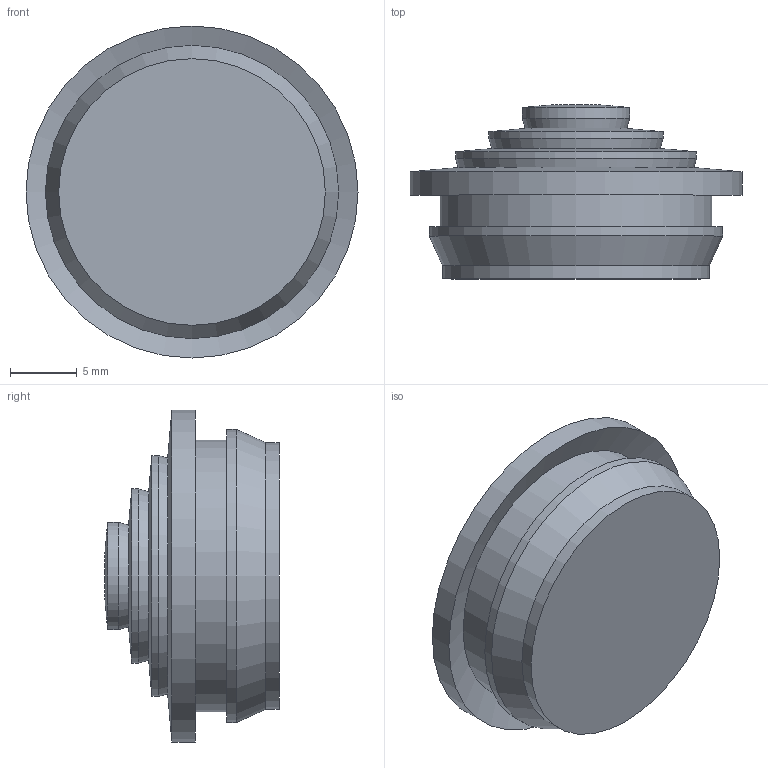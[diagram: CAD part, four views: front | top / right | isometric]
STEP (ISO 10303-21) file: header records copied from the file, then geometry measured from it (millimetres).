
FILE_DESCRIPTION (( 'STEP AP214' ), '1' );
FILE_NAME ('2012350.stp', '2023-03-06T12:08:28', ( '' ), ( '' ), 'SwSTEP 2.0', 'SolidWorks 2022', '' );
FILE_SCHEMA (( 'AUTOMOTIVE_DESIGN' ));
Length unit declared in the file: millimetre
Products named in the file (1): 2012350
Bounding box: 24.8 x 13 x 24.8 mm (x, y, z)
Volume: 3602.3 mm3; surface area: 1804.3 mm2
Topology: 1 solids, 1 shells, 19 faces, 34 edges, 18 vertices
Faces by surface type: cone 9, cylinder 7, plane 3
Full cylindrical faces by diameter (mm): 8 x1, 13 x1, 18 x1, 19.922 x1, 20.3 x1, 21.9 x1, 24.8 x1
Entity records: 408 total; most frequent: DIRECTION 76, CARTESIAN_POINT 56, AXIS2_PLACEMENT_3D 38, ORIENTED_EDGE 36, EDGE_LOOP 36, FACE_OUTER_BOUND 26, ADVANCED_FACE 19, EDGE_CURVE 18
